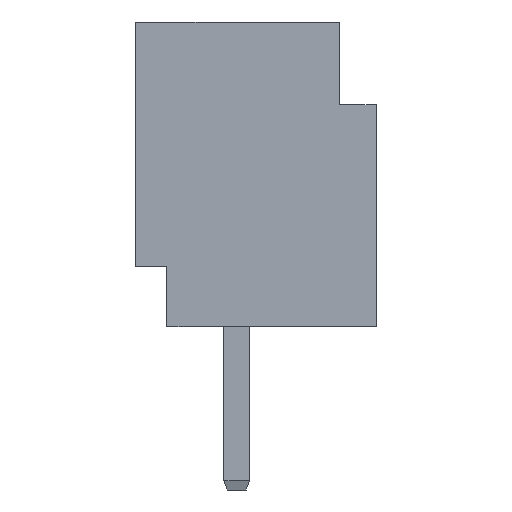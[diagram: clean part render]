
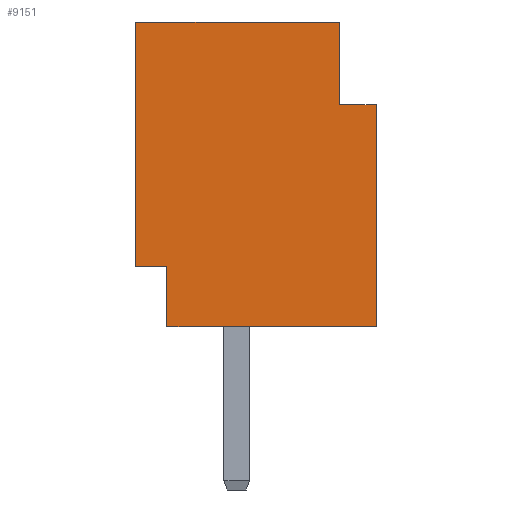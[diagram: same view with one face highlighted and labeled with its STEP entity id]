
A CAD part, left-side view. The second image highlights one B-rep face of the part: STEP entity #9151.
In plain terms, the highlighted planar face has unit normal (-1, 0, 0).
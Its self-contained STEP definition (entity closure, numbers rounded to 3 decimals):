
#467=ORIENTED_EDGE('',*,*,#2233,.T.);
#468=ORIENTED_EDGE('',*,*,#2307,.T.);
#469=ORIENTED_EDGE('',*,*,#2325,.T.);
#470=ORIENTED_EDGE('',*,*,#2326,.F.);
#471=ORIENTED_EDGE('',*,*,#2222,.F.);
#472=ORIENTED_EDGE('',*,*,#2318,.F.);
#473=ORIENTED_EDGE('',*,*,#2327,.F.);
#474=ORIENTED_EDGE('',*,*,#2328,.T.);
#2222=EDGE_CURVE('',#3156,#3157,#3752,.T.);
#2233=EDGE_CURVE('',#3167,#3166,#3763,.T.);
#2307=EDGE_CURVE('',#3166,#3236,#3837,.T.);
#2318=EDGE_CURVE('',#3244,#3156,#3848,.T.);
#2325=EDGE_CURVE('',#3236,#3249,#3855,.T.);
#2326=EDGE_CURVE('',#3157,#3249,#3856,.T.);
#2327=EDGE_CURVE('',#3250,#3244,#3857,.T.);
#2328=EDGE_CURVE('',#3250,#3167,#3858,.T.);
#3156=VERTEX_POINT('',#11349);
#3157=VERTEX_POINT('',#11351);
#3166=VERTEX_POINT('',#11372);
#3167=VERTEX_POINT('',#11374);
#3236=VERTEX_POINT('',#11519);
#3244=VERTEX_POINT('',#11541);
#3249=VERTEX_POINT('',#11556);
#3250=VERTEX_POINT('',#11559);
#3752=LINE('',#11350,#4422);
#3763=LINE('',#11373,#4433);
#3837=LINE('',#11520,#4507);
#3848=LINE('',#11542,#4518);
#3855=LINE('',#11555,#4525);
#3856=LINE('',#11557,#4526);
#3857=LINE('',#11558,#4527);
#3858=LINE('',#11560,#4528);
#4422=VECTOR('',#9944,1000.);
#4433=VECTOR('',#9959,1000.);
#4507=VECTOR('',#10039,1000.);
#4518=VECTOR('',#10056,1000.);
#4525=VECTOR('',#10067,1000.);
#4526=VECTOR('',#10068,1000.);
#4527=VECTOR('',#10069,1000.);
#4528=VECTOR('',#10070,1000.);
#5104=EDGE_LOOP('',(#467,#468,#469,#470,#471,#472,#473,#474));
#5544=FACE_BOUND('',#5104,.T.);
#5973=PLANE('',#9578);
#9151=ADVANCED_FACE('',(#5544),#5973,.T.);
#9578=AXIS2_PLACEMENT_3D('',#11554,#10065,#10066);
#9944=DIRECTION('',(0.,0.,-1.));
#9959=DIRECTION('',(0.,0.,-1.));
#10039=DIRECTION('',(0.,-1.,0.));
#10056=DIRECTION('',(0.,-1.,0.));
#10065=DIRECTION('',(-1.,0.,0.));
#10066=DIRECTION('',(0.,0.,1.));
#10067=DIRECTION('',(0.,0.,-1.));
#10068=DIRECTION('',(0.,1.,0.));
#10069=DIRECTION('',(0.,0.,-1.));
#10070=DIRECTION('',(0.,1.,0.));
#11349=CARTESIAN_POINT('',(-7.748,-1.93,3.073));
#11350=CARTESIAN_POINT('',(-7.748,-1.93,1.27));
#11351=CARTESIAN_POINT('',(-7.748,-1.93,0.));
#11372=CARTESIAN_POINT('',(-7.748,1.397,0.838));
#11373=CARTESIAN_POINT('',(-7.748,1.397,1.27));
#11374=CARTESIAN_POINT('',(-7.748,1.397,4.216));
#11519=CARTESIAN_POINT('',(-7.748,0.965,0.838));
#11520=CARTESIAN_POINT('',(-7.748,1.397,0.838));
#11541=CARTESIAN_POINT('',(-7.748,-1.422,3.073));
#11542=CARTESIAN_POINT('',(-7.748,-1.422,3.073));
#11554=CARTESIAN_POINT('',(-7.748,-1.93,1.27));
#11555=CARTESIAN_POINT('',(-7.748,0.965,0.838));
#11556=CARTESIAN_POINT('',(-7.748,0.965,0.));
#11557=CARTESIAN_POINT('',(-7.748,-1.93,0.));
#11558=CARTESIAN_POINT('',(-7.748,-1.422,4.216));
#11559=CARTESIAN_POINT('',(-7.748,-1.422,4.216));
#11560=CARTESIAN_POINT('',(-7.748,-1.93,4.216));
